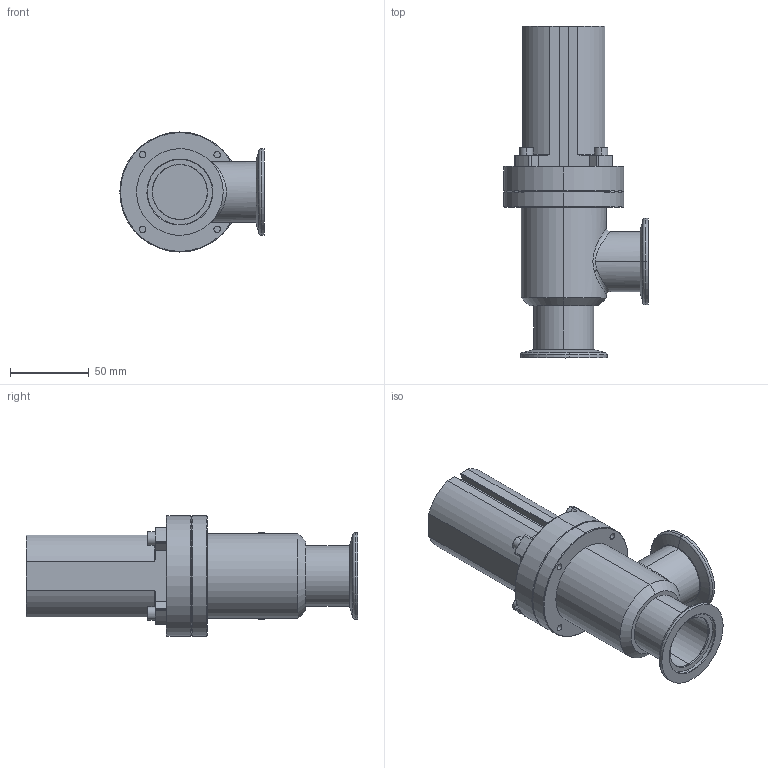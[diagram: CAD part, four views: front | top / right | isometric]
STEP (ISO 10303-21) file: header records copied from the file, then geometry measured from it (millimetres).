
FILE_DESCRIPTION (( 'STEP AP214' ), '1' );
FILE_NAME ('Hositrad_VAV-40KFP.STEP', '2011-09-30T07:57:42', ( '' ), ( '' ), 'SwSTEP 2.0', 'SolidWorks 2011', '' );
FILE_SCHEMA (( 'AUTOMOTIVE_DESIGN' ));
Length unit declared in the file: millimetre
Products named in the file (5): socket head cap screw_iso_ISO 4762 M5 x 25 --- 25N; KF40-38WS; Pneu-cover; Valve-Angle-Body-Pneu; Hositrad_VAV-40KFP
Assembly tree (8 placements, depth 2):
  Hositrad_VAV-40KFP
    socket head cap screw_iso_ISO 4762 M5 x 25 --- 25N  x4
    KF40-38WS  x2
    Pneu-cover
    Valve-Angle-Body-Pneu
Bounding box: 91.6 x 210.7 x 76.2 mm (x, y, z)
Volume: 268083.3 mm3; surface area: 93628.7 mm2
Topology: 8 solids, 8 shells, 270 faces, 626 edges, 386 vertices
Faces by surface type: plane 114, cylinder 94, cone 36, torus 24, bspline 2
Entity records: 6050 total; most frequent: CARTESIAN_POINT 1649, DIRECTION 942, ORIENTED_EDGE 828, EDGE_CURVE 414, AXIS2_PLACEMENT_3D 364, VERTEX_POINT 265, VECTOR 214, LINE 214
